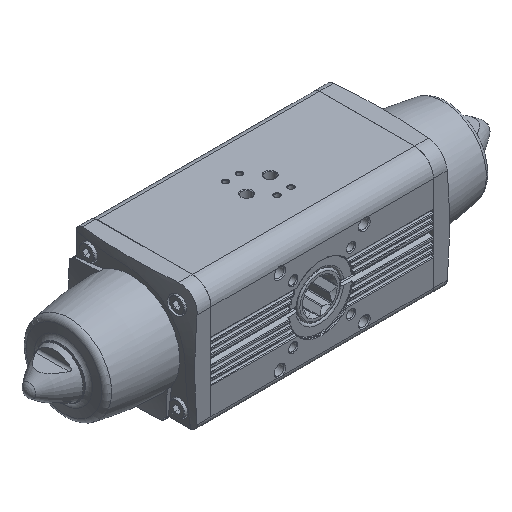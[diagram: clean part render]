
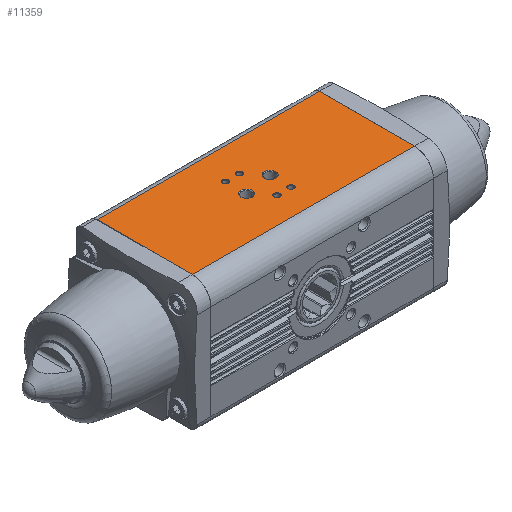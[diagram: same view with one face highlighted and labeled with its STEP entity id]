
A CAD part, isometric view. The second image highlights one B-rep face of the part: STEP entity #11359.
In plain terms, the highlighted planar face has unit normal (0, 0, 1).
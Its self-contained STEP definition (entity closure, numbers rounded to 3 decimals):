
#138=PLANE('',#12005);
#652=LINE('',#15294,#1200);
#807=LINE('',#16713,#1355);
#808=LINE('',#16715,#1356);
#809=LINE('',#16717,#1357);
#1200=VECTOR('',#12821,1000.);
#1355=VECTOR('',#13374,1000.);
#1356=VECTOR('',#13375,1000.);
#1357=VECTOR('',#13376,1000.);
#2308=ORIENTED_EDGE('',*,*,#4450,.T.);
#2309=ORIENTED_EDGE('',*,*,#4451,.T.);
#2310=ORIENTED_EDGE('',*,*,#4452,.T.);
#2311=ORIENTED_EDGE('',*,*,#4453,.T.);
#2312=ORIENTED_EDGE('',*,*,#4454,.T.);
#2313=ORIENTED_EDGE('',*,*,#4455,.T.);
#2314=ORIENTED_EDGE('',*,*,#4456,.T.);
#2315=ORIENTED_EDGE('',*,*,#4047,.F.);
#2316=ORIENTED_EDGE('',*,*,#4457,.F.);
#2317=ORIENTED_EDGE('',*,*,#4458,.T.);
#4047=EDGE_CURVE('',#5153,#5154,#652,.T.);
#4450=EDGE_CURVE('',#5485,#5485,#6004,.T.);
#4451=EDGE_CURVE('',#5486,#5486,#6005,.T.);
#4452=EDGE_CURVE('',#5487,#5487,#6006,.T.);
#4453=EDGE_CURVE('',#5488,#5488,#6007,.T.);
#4454=EDGE_CURVE('',#5489,#5489,#6008,.T.);
#4455=EDGE_CURVE('',#5490,#5490,#6009,.T.);
#4456=EDGE_CURVE('',#5491,#5154,#807,.T.);
#4457=EDGE_CURVE('',#5492,#5153,#808,.T.);
#4458=EDGE_CURVE('',#5492,#5491,#809,.T.);
#5153=VERTEX_POINT('',#15293);
#5154=VERTEX_POINT('',#15295);
#5485=VERTEX_POINT('',#16702);
#5486=VERTEX_POINT('',#16704);
#5487=VERTEX_POINT('',#16706);
#5488=VERTEX_POINT('',#16708);
#5489=VERTEX_POINT('',#16710);
#5490=VERTEX_POINT('',#16712);
#5491=VERTEX_POINT('',#16714);
#5492=VERTEX_POINT('',#16716);
#6004=CIRCLE('',#12006,4.864);
#6005=CIRCLE('',#12007,2.5);
#6006=CIRCLE('',#12008,2.5);
#6007=CIRCLE('',#12009,2.5);
#6008=CIRCLE('',#12010,2.5);
#6009=CIRCLE('',#12011,4.864);
#6386=EDGE_LOOP('',(#2308));
#6387=EDGE_LOOP('',(#2309));
#6388=EDGE_LOOP('',(#2310));
#6389=EDGE_LOOP('',(#2311));
#6390=EDGE_LOOP('',(#2312));
#6391=EDGE_LOOP('',(#2313));
#6392=EDGE_LOOP('',(#2314,#2315,#2316,#2317));
#7046=FACE_BOUND('',#6386,.T.);
#7047=FACE_BOUND('',#6387,.T.);
#7048=FACE_BOUND('',#6388,.T.);
#7049=FACE_BOUND('',#6389,.T.);
#7050=FACE_BOUND('',#6390,.T.);
#7051=FACE_BOUND('',#6391,.T.);
#7052=FACE_BOUND('',#6392,.T.);
#11359=ADVANCED_FACE('',(#7046,#7047,#7048,#7049,#7050,#7051,#7052),#138,
 .F.);
#12005=AXIS2_PLACEMENT_3D('',#16700,#13360,#13361);
#12006=AXIS2_PLACEMENT_3D('',#16701,#13362,#13363);
#12007=AXIS2_PLACEMENT_3D('',#16703,#13364,#13365);
#12008=AXIS2_PLACEMENT_3D('',#16705,#13366,#13367);
#12009=AXIS2_PLACEMENT_3D('',#16707,#13368,#13369);
#12010=AXIS2_PLACEMENT_3D('',#16709,#13370,#13371);
#12011=AXIS2_PLACEMENT_3D('',#16711,#13372,#13373);
#12821=DIRECTION('',(-1.,0.,0.));
#13360=DIRECTION('',(0.,0.,-1.));
#13361=DIRECTION('',(-1.,0.,0.));
#13362=DIRECTION('',(0.,0.,-1.));
#13363=DIRECTION('',(-1.,0.,0.));
#13364=DIRECTION('',(0.,0.,-1.));
#13365=DIRECTION('',(-1.,0.,0.));
#13366=DIRECTION('',(0.,0.,-1.));
#13367=DIRECTION('',(-1.,0.,0.));
#13368=DIRECTION('',(0.,0.,-1.));
#13369=DIRECTION('',(-1.,0.,0.));
#13370=DIRECTION('',(0.,0.,-1.));
#13371=DIRECTION('',(-1.,0.,0.));
#13372=DIRECTION('',(0.,0.,-1.));
#13373=DIRECTION('',(-1.,0.,0.));
#13374=DIRECTION('',(0.,-1.,0.));
#13375=DIRECTION('',(0.,-1.,0.));
#13376=DIRECTION('',(-1.,0.,0.));
#15293=CARTESIAN_POINT('',(95.,-40.5,56.5));
#15294=CARTESIAN_POINT('',(95.,-40.5,56.5));
#15295=CARTESIAN_POINT('',(-95.,-40.5,56.5));
#16700=CARTESIAN_POINT('',(95.,40.7,56.5));
#16701=CARTESIAN_POINT('',(-12.,-4.,56.5));
#16702=CARTESIAN_POINT('',(-16.864,-4.,56.5));
#16703=CARTESIAN_POINT('',(-12.,14.,56.5));
#16704=CARTESIAN_POINT('',(-14.5,14.,56.5));
#16705=CARTESIAN_POINT('',(0.,14.,56.5));
#16706=CARTESIAN_POINT('',(-2.5,14.,56.5));
#16707=CARTESIAN_POINT('',(0.,-18.,56.5));
#16708=CARTESIAN_POINT('',(-2.5,-18.,56.5));
#16709=CARTESIAN_POINT('',(12.,-18.,56.5));
#16710=CARTESIAN_POINT('',(9.5,-18.,56.5));
#16711=CARTESIAN_POINT('',(12.,0.,56.5));
#16712=CARTESIAN_POINT('',(7.136,0.,56.5));
#16713=CARTESIAN_POINT('',(-95.,40.7,56.5));
#16714=CARTESIAN_POINT('',(-95.,40.7,56.5));
#16715=CARTESIAN_POINT('',(95.,40.7,56.5));
#16716=CARTESIAN_POINT('',(95.,40.7,56.5));
#16717=CARTESIAN_POINT('',(95.,40.7,56.5));
